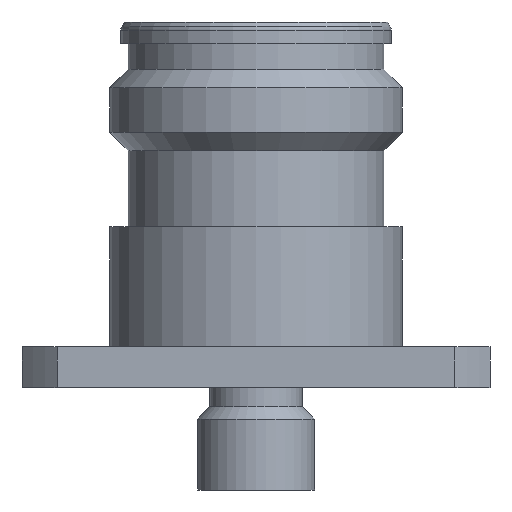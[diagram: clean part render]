
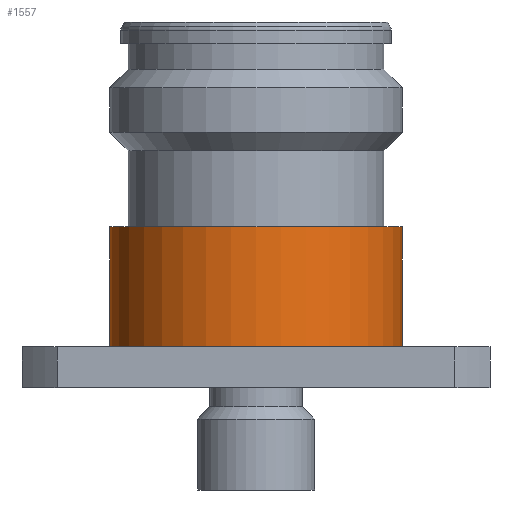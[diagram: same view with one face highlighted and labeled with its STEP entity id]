
A CAD part, front view. The second image highlights one B-rep face of the part: STEP entity #1557.
In plain terms, the highlighted cylindrical face has radius 10 mm (diameter 20 mm), a partial arc.
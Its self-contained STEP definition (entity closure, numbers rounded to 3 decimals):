
#203 = DIRECTION ( 'NONE',  ( 0., 0., 1. ) ) ;
#754 = EDGE_CURVE ( 'NONE', #3772, #4236, #7022, .T. ) ;
#1082 = DIRECTION ( 'NONE',  ( 1., 0., 0. ) ) ;
#1186 = CIRCLE ( 'NONE', #7333, 10. ) ;
#1383 = VECTOR ( 'NONE', #203, 1000. ) ;
#1463 = EDGE_CURVE ( 'NONE', #8805, #6361, #1186, .T. ) ;
#1557 = ADVANCED_FACE ( 'NONE', ( #9094 ), #3273, .T. ) ;
#1682 = CARTESIAN_POINT ( 'NONE',  ( 0., 0., -14. ) ) ;
#1807 = AXIS2_PLACEMENT_3D ( 'NONE', #4867, #5702, #2750 ) ;
#1899 = LINE ( 'NONE', #7107, #4850 ) ;
#2032 = EDGE_CURVE ( 'NONE', #3772, #8805, #1899, .T. ) ;
#2646 = LINE ( 'NONE', #3840, #1383 ) ;
#2750 = DIRECTION ( 'NONE',  ( 1., 0., 0. ) ) ;
#2815 = AXIS2_PLACEMENT_3D ( 'NONE', #4346, #7327, #7434 ) ;
#3179 = CARTESIAN_POINT ( 'NONE',  ( -10., 0., -22.2 ) ) ;
#3273 = CYLINDRICAL_SURFACE ( 'NONE', #2815, 10. ) ;
#3772 = VERTEX_POINT ( 'NONE', #3179 ) ;
#3840 = CARTESIAN_POINT ( 'NONE',  ( 10., 0., 1.82 ) ) ;
#3920 = EDGE_LOOP ( 'NONE', ( #7522, #4792, #9361, #5481 ) ) ;
#4236 = VERTEX_POINT ( 'NONE', #4742 ) ;
#4337 = DIRECTION ( 'NONE',  ( 0., 0., 1. ) ) ;
#4346 = CARTESIAN_POINT ( 'NONE',  ( 0., 0., 1.82 ) ) ;
#4465 = CARTESIAN_POINT ( 'NONE',  ( 10., 0., -14. ) ) ;
#4699 = CARTESIAN_POINT ( 'NONE',  ( -10., 0., -14. ) ) ;
#4742 = CARTESIAN_POINT ( 'NONE',  ( 10., 0., -22.2 ) ) ;
#4792 = ORIENTED_EDGE ( 'NONE', *, *, #754, .T. ) ;
#4850 = VECTOR ( 'NONE', #4337, 1000. ) ;
#4867 = CARTESIAN_POINT ( 'NONE',  ( 0., 0., -22.2 ) ) ;
#5477 = DIRECTION ( 'NONE',  ( 0., 0., 1. ) ) ;
#5481 = ORIENTED_EDGE ( 'NONE', *, *, #1463, .F. ) ;
#5702 = DIRECTION ( 'NONE',  ( 0., 0., 1. ) ) ;
#6361 = VERTEX_POINT ( 'NONE', #4465 ) ;
#7022 = CIRCLE ( 'NONE', #1807, 10. ) ;
#7107 = CARTESIAN_POINT ( 'NONE',  ( -10., 0., 1.82 ) ) ;
#7327 = DIRECTION ( 'NONE',  ( 0., 0., 1. ) ) ;
#7333 = AXIS2_PLACEMENT_3D ( 'NONE', #1682, #5477, #1082 ) ;
#7434 = DIRECTION ( 'NONE',  ( 1., 0., 0. ) ) ;
#7522 = ORIENTED_EDGE ( 'NONE', *, *, #2032, .F. ) ;
#8358 = EDGE_CURVE ( 'NONE', #4236, #6361, #2646, .T. ) ;
#8805 = VERTEX_POINT ( 'NONE', #4699 ) ;
#9094 = FACE_OUTER_BOUND ( 'NONE', #3920, .T. ) ;
#9361 = ORIENTED_EDGE ( 'NONE', *, *, #8358, .T. ) ;
